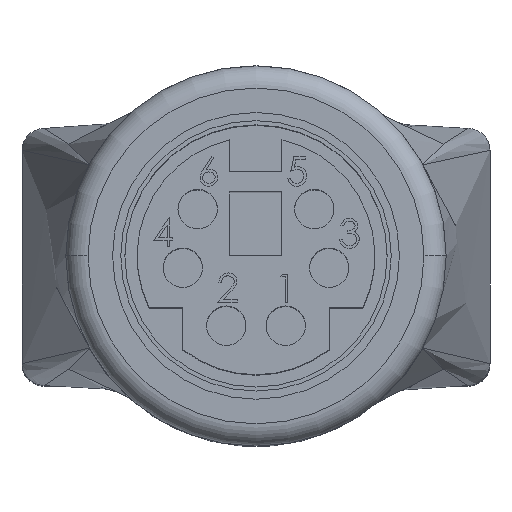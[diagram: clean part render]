
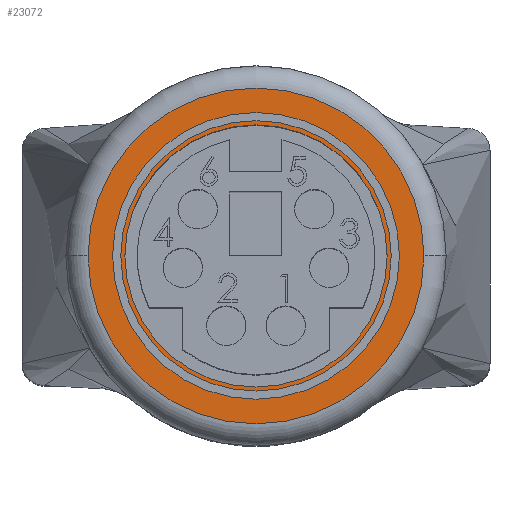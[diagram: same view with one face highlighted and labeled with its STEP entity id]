
A CAD part, top view. The second image highlights one B-rep face of the part: STEP entity #23072.
In plain terms, the highlighted planar face has unit normal (0, 0, 1).
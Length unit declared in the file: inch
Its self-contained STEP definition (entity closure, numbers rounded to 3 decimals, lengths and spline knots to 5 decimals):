
#2167 = ORIENTED_EDGE ( 'NONE', *, *, #2726, .T. ) ;
#2700 = VERTEX_POINT ( 'NONE', #25811 ) ;
#2726 = EDGE_CURVE ( 'NONE', #2730, #2700, #25898, .T. ) ;
#2730 = VERTEX_POINT ( 'NONE', #25886 ) ;
#2744 = VERTEX_POINT ( 'NONE', #25925 ) ;
#2745 = EDGE_CURVE ( 'NONE', #2744, #2748, #25922, .T. ) ;
#2748 = VERTEX_POINT ( 'NONE', #25993 ) ;
#13324 = DIRECTION ( 'NONE',  ( 1., 0., 0. ) ) ;
#13325 = DIRECTION ( 'NONE',  ( 0., 0., 1. ) ) ;
#13326 = CARTESIAN_POINT ( 'NONE',  ( 0., 0., 1.413 ) ) ;
#13327 = CARTESIAN_POINT ( 'NONE',  ( 0., 0., 1.413 ) ) ;
#13328 = AXIS2_PLACEMENT_3D ( 'NONE', #13326, #13325, #13324 ) ;
#13329 = FACE_OUTER_BOUND ( 'NONE', #23104, .T. ) ;
#13330 = FACE_BOUND ( 'NONE', #23079, .T. ) ;
#13336 = PLANE ( 'NONE',  #13328 ) ;
#13376 = DIRECTION ( 'NONE',  ( 1., 0., 0. ) ) ;
#13377 = DIRECTION ( 'NONE',  ( 0., 0., 1. ) ) ;
#13378 = AXIS2_PLACEMENT_3D ( 'NONE', #13327, #13377, #13376 ) ;
#13379 = CIRCLE ( 'NONE', #13378, 0.1765 ) ;
#13531 = DIRECTION ( 'NONE',  ( 1., 0., 0. ) ) ;
#13532 = DIRECTION ( 'NONE',  ( 0., 0., 1. ) ) ;
#13533 = CARTESIAN_POINT ( 'NONE',  ( 0., 0., 1.413 ) ) ;
#13534 = AXIS2_PLACEMENT_3D ( 'NONE', #13533, #13532, #13531 ) ;
#13535 = CIRCLE ( 'NONE', #13534, 0.226 ) ;
#23072 = ADVANCED_FACE ( 'NONE', ( #13330, #13329 ), #13336, .T. ) ;
#23079 = EDGE_LOOP ( 'NONE', ( #23090, #23094 ) ) ;
#23084 = EDGE_CURVE ( 'NONE', #2748, #2744, #13379, .T. ) ;
#23090 = ORIENTED_EDGE ( 'NONE', *, *, #23084, .F. ) ;
#23094 = ORIENTED_EDGE ( 'NONE', *, *, #2745, .F. ) ;
#23104 = EDGE_LOOP ( 'NONE', ( #2167, #23563 ) ) ;
#23563 = ORIENTED_EDGE ( 'NONE', *, *, #23594, .T. ) ;
#23594 = EDGE_CURVE ( 'NONE', #2700, #2730, #13535, .T. ) ;
#25811 = CARTESIAN_POINT ( 'NONE',  ( -0.226, 0., 1.413 ) ) ;
#25886 = CARTESIAN_POINT ( 'NONE',  ( 0.226, 0., 1.413 ) ) ;
#25893 = DIRECTION ( 'NONE',  ( 1., 0., 0. ) ) ;
#25894 = DIRECTION ( 'NONE',  ( 0., 0., 1. ) ) ;
#25895 = CARTESIAN_POINT ( 'NONE',  ( 0., 0., 1.413 ) ) ;
#25896 = AXIS2_PLACEMENT_3D ( 'NONE', #25895, #25894, #25893 ) ;
#25898 = CIRCLE ( 'NONE', #25896, 0.226 ) ;
#25918 = DIRECTION ( 'NONE',  ( 1., 0., 0. ) ) ;
#25919 = DIRECTION ( 'NONE',  ( 0., 0., 1. ) ) ;
#25920 = CARTESIAN_POINT ( 'NONE',  ( 0., 0., 1.413 ) ) ;
#25921 = AXIS2_PLACEMENT_3D ( 'NONE', #25920, #25919, #25918 ) ;
#25922 = CIRCLE ( 'NONE', #25921, 0.1765 ) ;
#25925 = CARTESIAN_POINT ( 'NONE',  ( -0.1765, 0., 1.413 ) ) ;
#25993 = CARTESIAN_POINT ( 'NONE',  ( 0.1765, 0., 1.413 ) ) ;
